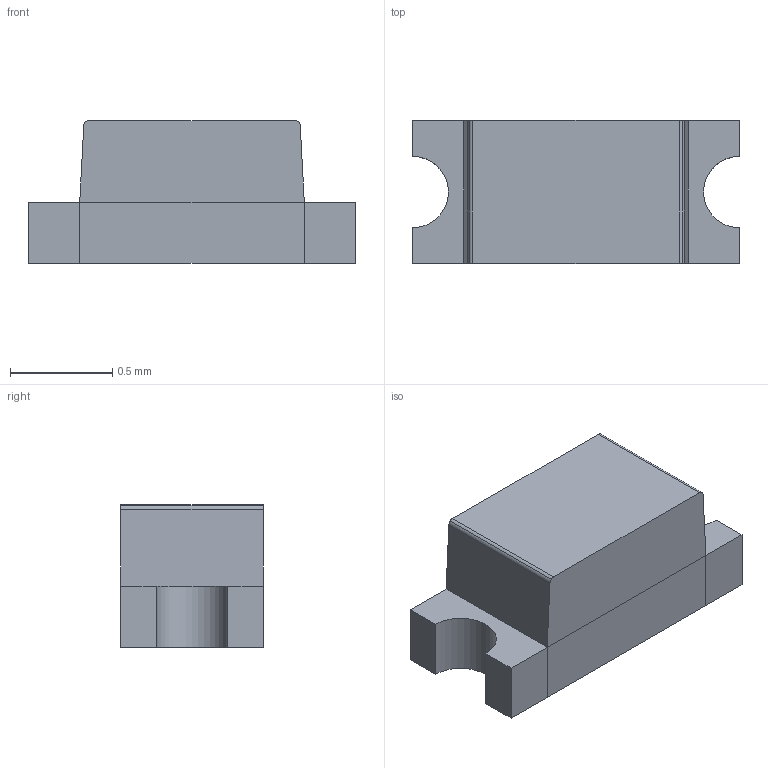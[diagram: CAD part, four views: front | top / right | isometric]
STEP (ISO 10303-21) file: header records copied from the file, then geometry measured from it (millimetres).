
FILE_DESCRIPTION (( 'STEP AP203' ), '1' );
FILE_NAME ('led603yellow.STEP', '2021-07-18T18:02:05', ( '' ), ( '' ), 'SwSTEP 2.0', 'SolidWorks 2021', '' );
FILE_SCHEMA (( 'CONFIG_CONTROL_DESIGN' ));
Length unit declared in the file: millimetre
Products named in the file (10): led603yellow; Component1.step; WL-SMCW SMT LED WURTH ELEKTRONIK-4.step; WL-SMCW SMT LED WURTH ELEKTRONIK-2.step; WL-SMCW SMT LED WURTH ELEKTRONIK 0603.step; WL-SMCW SMT LED WURTH ELEKTRONIK-1.step; WL-SMCW SMT LED WURTH ELEKTRONIK.step; WL-SMCW SMT LED WURTH ELEKTRONIK-5.step; WL-SMCW SMT LED WURTH ELEKTRONIK-0.step; WL-SMCW SMT LED WURTH ELEKTRONIK-3.step
Assembly tree (9 placements, depth 3):
  led603yellow
    WL-SMCW SMT LED WURTH ELEKTRONIK 0603.step
      Component1.step
      WL-SMCW SMT LED WURTH ELEKTRONIK.step
      WL-SMCW SMT LED WURTH ELEKTRONIK-0.step
      WL-SMCW SMT LED WURTH ELEKTRONIK-1.step
      WL-SMCW SMT LED WURTH ELEKTRONIK-2.step
      WL-SMCW SMT LED WURTH ELEKTRONIK-3.step
      WL-SMCW SMT LED WURTH ELEKTRONIK-4.step
      WL-SMCW SMT LED WURTH ELEKTRONIK-5.step
Bounding box: 1.6 x 0.7 x 0.7 mm (x, y, z)
Volume: 0.5 mm3; surface area: 8.3 mm2
Topology: 8 solids, 8 shells, 65 faces, 144 edges, 96 vertices
Faces by surface type: plane 51, cylinder 12, bspline 2
Entity records: 3045 total; most frequent: CARTESIAN_POINT 515, DIRECTION 314, ORIENTED_EDGE 288, EDGE_CURVE 144, VECTOR 114, LINE 114, AXIS2_PLACEMENT_3D 100, VERTEX_POINT 96
